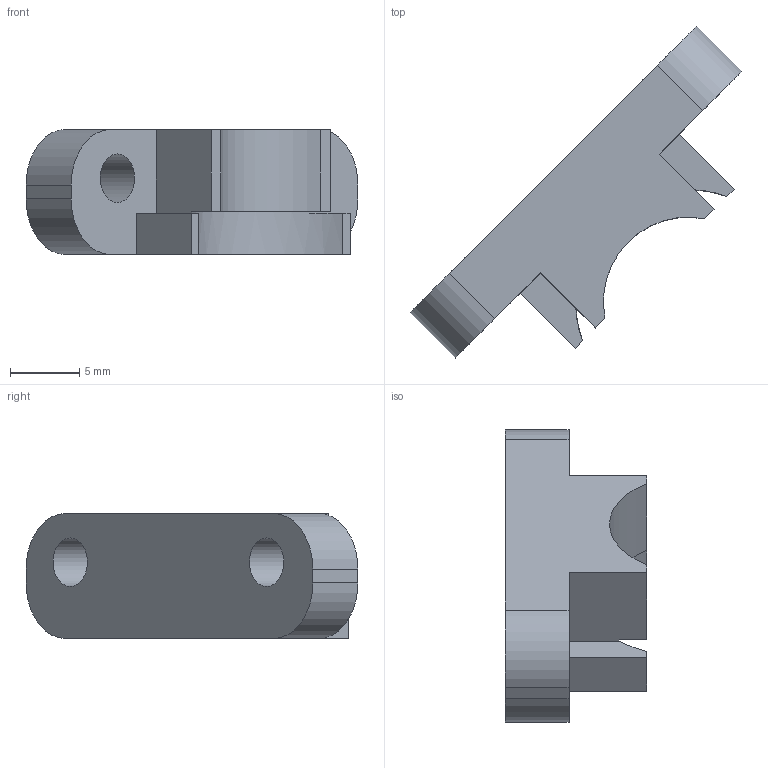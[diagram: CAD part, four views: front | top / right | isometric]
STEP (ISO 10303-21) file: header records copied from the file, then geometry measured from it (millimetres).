
FILE_DESCRIPTION(('STEP AP214'),'1');
FILE_NAME('V6 Clamp.stp','2017-10-14T07:07:14',(' '),(' '),'Spatial InterOp 3D',' ',' ');
FILE_SCHEMA(('automotive_design'));
Length unit declared in the file: millimetre
Products named in the file (1): V6 Clamp
Bounding box: 23.91 x 23.91 x 9 mm (x, y, z)
Volume: 1469.7 mm3; surface area: 1140.8 mm2
Topology: 1 solids, 1 shells, 26 faces, 72 edges, 48 vertices
Faces by surface type: plane 18, cylinder 8
Full cylindrical faces by diameter (mm): 3.5 x2
Entity records: 1056 total; most frequent: CARTESIAN_POINT 145, DIRECTION 142, ORIENTED_EDGE 140, EDGE_CURVE 70, LINE 52, VECTOR 52, VERTEX_POINT 48, AXIS2_PLACEMENT_3D 45
